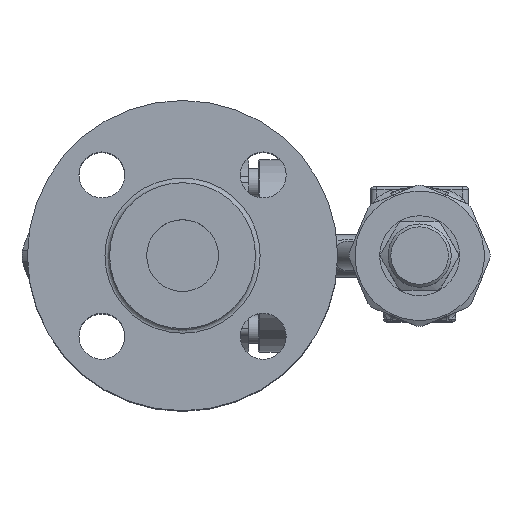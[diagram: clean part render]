
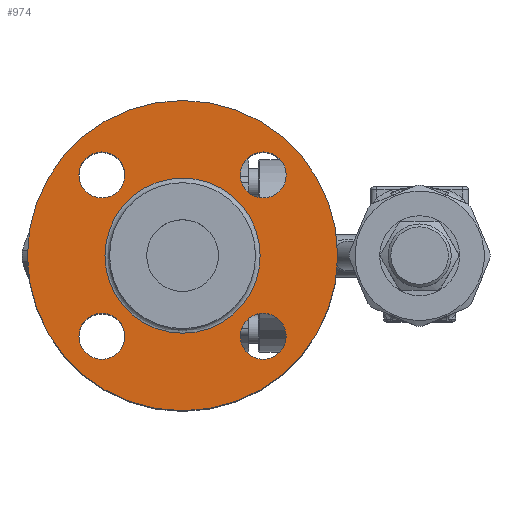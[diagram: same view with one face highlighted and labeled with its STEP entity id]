
A CAD part, top view. The second image highlights one B-rep face of the part: STEP entity #974.
In plain terms, the highlighted planar face has unit normal (0, 0, 1).
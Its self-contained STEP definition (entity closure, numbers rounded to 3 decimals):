
#828=CARTESIAN_POINT('',(-28.5,0.0,75.4));
#829=VERTEX_POINT('',#828);
#830=CARTESIAN_POINT('',(-82.5,0.0,75.4));
#831=DIRECTION('',(0.0,0.0,1.0));
#832=DIRECTION('',(1.0,0.0,0.0));
#833=AXIS2_PLACEMENT_3D('',#830,#831,#832);
#834=CIRCLE('',#833,54.0);
#835=EDGE_CURVE('',#829,#829,#834,.T.);
#896=CARTESIAN_POINT('',(-55.5,0.,75.4));
#897=VERTEX_POINT('',#896);
#898=CARTESIAN_POINT('',(-82.5,0.0,75.4));
#899=DIRECTION('',(0.0,0.0,1.0));
#900=DIRECTION('',(-1.0,0.0,0.0));
#901=AXIS2_PLACEMENT_3D('',#898,#899,#900);
#902=CIRCLE('',#901,27.0);
#903=EDGE_CURVE('',#897,#897,#902,.T.);
#919=CARTESIAN_POINT('',(-42.8,0.0,75.4));
#920=DIRECTION('',(0.0,0.0,1.0));
#921=DIRECTION('',(1.0,0.0,0.0));
#922=AXIS2_PLACEMENT_3D('',#919,#920,#921);
#923=PLANE('',#922);
#924=ORIENTED_EDGE('',*,*,#835,.T.);
#925=EDGE_LOOP('',(#924));
#926=FACE_OUTER_BOUND('',#925,.T.);
#927=CARTESIAN_POINT('',(-46.428,28.072,75.4));
#928=VERTEX_POINT('',#927);
#929=CARTESIAN_POINT('',(-54.428,28.072,75.4));
#930=DIRECTION('',(0.0,0.0,-1.0));
#931=DIRECTION('',(1.0,0.0,0.0));
#932=AXIS2_PLACEMENT_3D('',#929,#930,#931);
#933=CIRCLE('',#932,8.0);
#934=EDGE_CURVE('',#928,#928,#933,.T.);
#935=ORIENTED_EDGE('',*,*,#934,.T.);
#936=EDGE_LOOP('',(#935));
#937=FACE_BOUND('',#936,.T.);
#938=CARTESIAN_POINT('',(-110.572,36.072,75.4));
#939=VERTEX_POINT('',#938);
#940=CARTESIAN_POINT('',(-110.572,28.072,75.4));
#941=DIRECTION('',(0.0,0.0,-1.0));
#942=DIRECTION('',(0.0,1.0,0.0));
#943=AXIS2_PLACEMENT_3D('',#940,#941,#942);
#944=CIRCLE('',#943,8.0);
#945=EDGE_CURVE('',#939,#939,#944,.T.);
#946=ORIENTED_EDGE('',*,*,#945,.T.);
#947=EDGE_LOOP('',(#946));
#948=FACE_BOUND('',#947,.T.);
#949=CARTESIAN_POINT('',(-118.572,-28.072,75.4));
#950=VERTEX_POINT('',#949);
#951=CARTESIAN_POINT('',(-110.572,-28.072,75.4));
#952=DIRECTION('',(0.0,0.0,-1.0));
#953=DIRECTION('',(-1.0,0.0,0.0));
#954=AXIS2_PLACEMENT_3D('',#951,#952,#953);
#955=CIRCLE('',#954,8.0);
#956=EDGE_CURVE('',#950,#950,#955,.T.);
#957=ORIENTED_EDGE('',*,*,#956,.T.);
#958=EDGE_LOOP('',(#957));
#959=FACE_BOUND('',#958,.T.);
#960=CARTESIAN_POINT('',(-54.428,-36.072,75.4));
#961=VERTEX_POINT('',#960);
#962=CARTESIAN_POINT('',(-54.428,-28.072,75.4));
#963=DIRECTION('',(0.0,0.0,-1.0));
#964=DIRECTION('',(0.0,-1.0,0.0));
#965=AXIS2_PLACEMENT_3D('',#962,#963,#964);
#966=CIRCLE('',#965,8.0);
#967=EDGE_CURVE('',#961,#961,#966,.T.);
#968=ORIENTED_EDGE('',*,*,#967,.T.);
#969=EDGE_LOOP('',(#968));
#970=FACE_BOUND('',#969,.T.);
#971=ORIENTED_EDGE('',*,*,#903,.F.);
#972=EDGE_LOOP('',(#971));
#973=FACE_BOUND('',#972,.T.);
#974=ADVANCED_FACE('',(#926,#937,#948,#959,#970,#973),#923,.T.);
